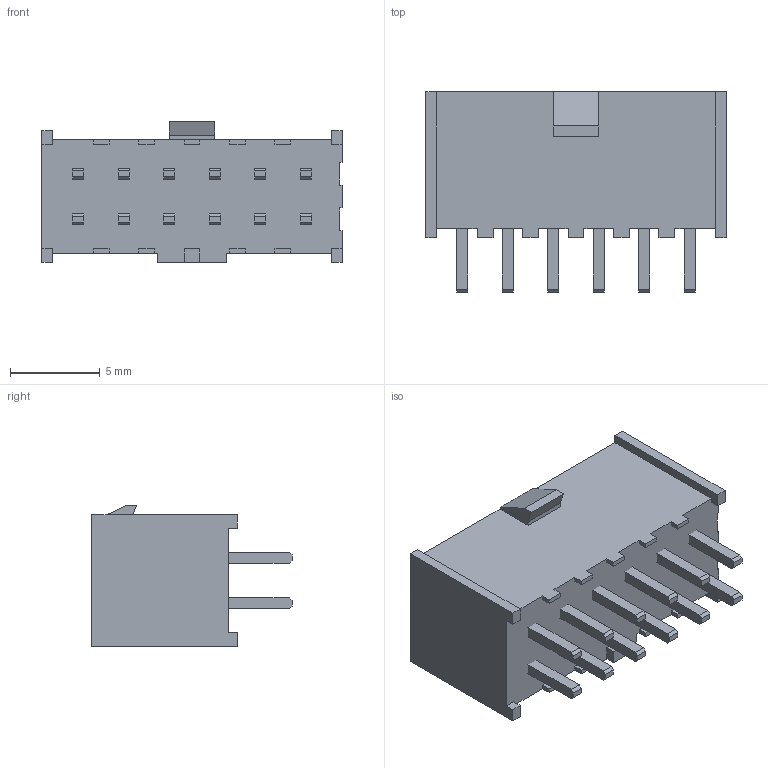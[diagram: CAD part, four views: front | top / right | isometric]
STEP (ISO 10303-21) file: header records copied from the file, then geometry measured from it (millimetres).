
FILE_DESCRIPTION( ( 'STEP AP214' ), '1' );
FILE_NAME( 'IPL1-106-01-L-D-K.stp', '2021-01-03T19:40:30', ( 'License CC BY-ND 4.0' ), ( 'CADENAS' ), ' ', 'PARTsolutions', ' ' );
FILE_SCHEMA( ( 'AUTOMOTIVE_DESIGN { 1 0 10303 214 1 1 1 1 }' ) );
Length unit declared in the file: inch
Products named in the file (3): IPL1-106-01-L-D-K; _IPL1-106-01-D-K_HDR; _T-1S64-01-06-D
Assembly tree (2 placements, depth 2):
  IPL1-106-01-L-D-K
    _IPL1-106-01-D-K_HDR
    _T-1S64-01-06-D
Bounding box: 16.76 x 11.18 x 7.87 mm (x, y, z)
Volume: 454.1 mm3; surface area: 1705.1 mm2
Topology: 2 solids, 2 shells, 318 faces, 930 edges, 620 vertices
Faces by surface type: plane 318
Entity records: 12912 total; most frequent: CARTESIAN_POINT 1871, ORIENTED_EDGE 1860, DIRECTION 1572, EDGE_CURVE 930, LINE 930, VECTOR 930, VERTEX_POINT 620, EDGE_LOOP 322
